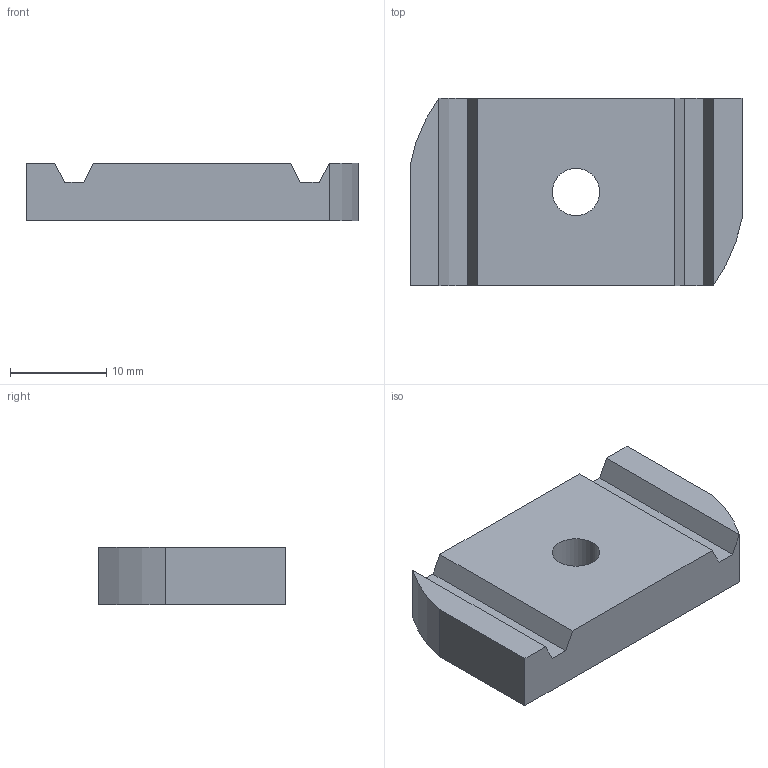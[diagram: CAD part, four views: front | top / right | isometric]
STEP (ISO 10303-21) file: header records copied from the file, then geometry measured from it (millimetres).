
FILE_DESCRIPTION((''),'2;1');
FILE_NAME('151051.stp','2013-03-01T13:31:26',('DMK009'),(''),'Autodesk Inventor 2012','Autodesk Inventor 2012','');
FILE_SCHEMA(('AUTOMOTIVE_DESIGN { 1 0 10303 214 1 1 1 1 }'));
Length unit declared in the file: millimetre
Products named in the file (1): 151051
Bounding box: 34.5 x 19.5 x 6 mm (x, y, z)
Volume: 3590 mm3; surface area: 2058.8 mm2
Topology: 1 solids, 1 shells, 17 faces, 44 edges, 29 vertices
Faces by surface type: plane 14, cylinder 3
Full cylindrical faces by diameter (mm): 4.917 x1
Entity records: 556 total; most frequent: CARTESIAN_POINT 88, DIRECTION 84, ORIENTED_EDGE 84, EDGE_CURVE 42, VECTOR 36, LINE 36, VERTEX_POINT 28, AXIS2_PLACEMENT_3D 24
